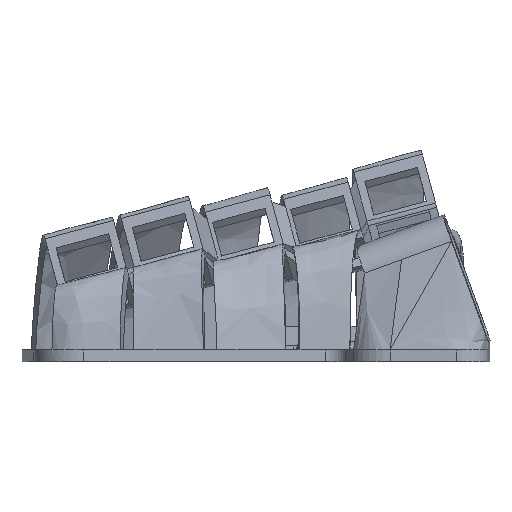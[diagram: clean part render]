
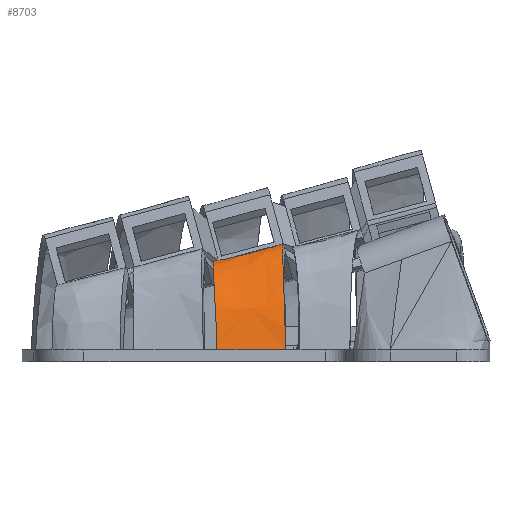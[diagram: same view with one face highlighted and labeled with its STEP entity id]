
A CAD part, front view. The second image highlights one B-rep face of the part: STEP entity #8703.
In plain terms, the highlighted free-form (B-spline) face has degree [3, 3] with [10, 4] control points.
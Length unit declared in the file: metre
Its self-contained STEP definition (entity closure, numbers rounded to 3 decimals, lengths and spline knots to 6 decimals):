
#56=B_SPLINE_SURFACE_WITH_KNOTS('',3,3,((#14342,#14343,#14344,#14345),(#14346,
#14347,#14348,#14349),(#14350,#14351,#14352,#14353),(#14354,#14355,#14356,
#14357),(#14358,#14359,#14360,#14361),(#14362,#14363,#14364,#14365),(#14366,
#14367,#14368,#14369),(#14370,#14371,#14372,#14373),(#14374,#14375,#14376,
#14377),(#14378,#14379,#14380,#14381)),.UNSPECIFIED.,.F.,.F.,.F.,(4,2,2,
2,4),(4,4),(0.,0.25,0.5,0.75,1.),(0.,1.),.UNSPECIFIED.);
#483=B_SPLINE_CURVE_WITH_KNOTS('',3,(#14385,#14386,#14387,#14388),
 .UNSPECIFIED.,.F.,.F.,(4,4),(0.,1.),.PIECEWISE_BEZIER_KNOTS.);
#484=B_SPLINE_CURVE_WITH_KNOTS('',3,(#14389,#14390,#14391,#14392),
 .UNSPECIFIED.,.F.,.F.,(4,4),(0.,1.),.PIECEWISE_BEZIER_KNOTS.);
#1912=ORIENTED_EDGE('',*,*,#3954,.F.);
#1913=ORIENTED_EDGE('',*,*,#3955,.F.);
#1914=ORIENTED_EDGE('',*,*,#3829,.F.);
#1915=ORIENTED_EDGE('',*,*,#3956,.T.);
#3829=EDGE_CURVE('',#4940,#4945,#5782,.T.);
#3954=EDGE_CURVE('',#5013,#5014,#5906,.F.);
#3955=EDGE_CURVE('',#4945,#5013,#483,.T.);
#3956=EDGE_CURVE('',#4940,#5014,#484,.T.);
#4940=VERTEX_POINT('',#13990);
#4945=VERTEX_POINT('',#14005);
#5013=VERTEX_POINT('',#14383);
#5014=VERTEX_POINT('',#14384);
#5782=LINE('',#14004,#6809);
#5906=LINE('',#14382,#6933);
#6809=VECTOR('',#10337,1.);
#6933=VECTOR('',#10553,1.);
#7616=EDGE_LOOP('',(#1912,#1913,#1914,#1915));
#8149=FACE_BOUND('',#7616,.T.);
#8703=ADVANCED_FACE('',(#8149),#56,.T.);
#10337=DIRECTION('',(0.966,0.,0.259));
#10553=DIRECTION('',(0.988,0.155,0.));
#13990=CARTESIAN_POINT('',(-0.031774,-0.03562,0.025118));
#14004=CARTESIAN_POINT('',(-0.02308,-0.03562,0.027447));
#14005=CARTESIAN_POINT('',(-0.014387,-0.03562,0.029776));
#14342=CARTESIAN_POINT('',(-0.014387,-0.03562,0.029776));
#14343=CARTESIAN_POINT('',(-0.014948,-0.041576,0.03187));
#14344=CARTESIAN_POINT('',(-0.013852,-0.047252,0.012006));
#14345=CARTESIAN_POINT('',(-0.013852,-0.047252,0.003));
#14346=CARTESIAN_POINT('',(-0.015836,-0.03562,0.029388));
#14347=CARTESIAN_POINT('',(-0.016437,-0.042005,0.031633));
#14348=CARTESIAN_POINT('',(-0.015301,-0.04748,0.011877));
#14349=CARTESIAN_POINT('',(-0.015301,-0.04748,0.003));
#14350=CARTESIAN_POINT('',(-0.017285,-0.03562,0.029));
#14351=CARTESIAN_POINT('',(-0.017922,-0.042381,0.031377));
#14352=CARTESIAN_POINT('',(-0.01675,-0.047708,0.011751));
#14353=CARTESIAN_POINT('',(-0.01675,-0.047708,0.003));
#14354=CARTESIAN_POINT('',(-0.020183,-0.03562,0.028223));
#14355=CARTESIAN_POINT('',(-0.020885,-0.043076,0.030845));
#14356=CARTESIAN_POINT('',(-0.019647,-0.048164,0.011504));
#14357=CARTESIAN_POINT('',(-0.019647,-0.048164,0.003));
#14358=CARTESIAN_POINT('',(-0.021631,-0.03562,0.027835));
#14359=CARTESIAN_POINT('',(-0.022364,-0.043395,0.030569));
#14360=CARTESIAN_POINT('',(-0.021096,-0.048392,0.011382));
#14361=CARTESIAN_POINT('',(-0.021096,-0.048392,0.003));
#14362=CARTESIAN_POINT('',(-0.024529,-0.03562,0.027059));
#14363=CARTESIAN_POINT('',(-0.025322,-0.044036,0.030018));
#14364=CARTESIAN_POINT('',(-0.023994,-0.048847,0.011139));
#14365=CARTESIAN_POINT('',(-0.023994,-0.048847,0.003));
#14366=CARTESIAN_POINT('',(-0.025978,-0.03562,0.02667));
#14367=CARTESIAN_POINT('',(-0.026801,-0.044358,0.029742));
#14368=CARTESIAN_POINT('',(-0.025443,-0.049075,0.011017));
#14369=CARTESIAN_POINT('',(-0.025443,-0.049075,0.003));
#14370=CARTESIAN_POINT('',(-0.028876,-0.03562,0.025894));
#14371=CARTESIAN_POINT('',(-0.029765,-0.045053,0.029211));
#14372=CARTESIAN_POINT('',(-0.028341,-0.049531,0.01077));
#14373=CARTESIAN_POINT('',(-0.028341,-0.049531,0.003));
#14374=CARTESIAN_POINT('',(-0.030325,-0.03562,0.025506));
#14375=CARTESIAN_POINT('',(-0.031249,-0.045427,0.028954));
#14376=CARTESIAN_POINT('',(-0.02979,-0.049759,0.010644));
#14377=CARTESIAN_POINT('',(-0.02979,-0.049759,0.003));
#14378=CARTESIAN_POINT('',(-0.031774,-0.03562,0.025118));
#14379=CARTESIAN_POINT('',(-0.032738,-0.045856,0.028716));
#14380=CARTESIAN_POINT('',(-0.031239,-0.049987,0.010515));
#14381=CARTESIAN_POINT('',(-0.031239,-0.049987,0.003));
#14382=CARTESIAN_POINT('',(-0.034304,-0.050469,0.003));
#14383=CARTESIAN_POINT('',(-0.013852,-0.047252,0.003));
#14384=CARTESIAN_POINT('',(-0.031239,-0.049987,0.003));
#14385=CARTESIAN_POINT('',(-0.014387,-0.03562,0.029776));
#14386=CARTESIAN_POINT('',(-0.014948,-0.041576,0.03187));
#14387=CARTESIAN_POINT('',(-0.013852,-0.047252,0.012006));
#14388=CARTESIAN_POINT('',(-0.013852,-0.047252,0.003));
#14389=CARTESIAN_POINT('',(-0.031774,-0.03562,0.025118));
#14390=CARTESIAN_POINT('',(-0.032738,-0.045856,0.028716));
#14391=CARTESIAN_POINT('',(-0.031239,-0.049987,0.010515));
#14392=CARTESIAN_POINT('',(-0.031239,-0.049987,0.003));
